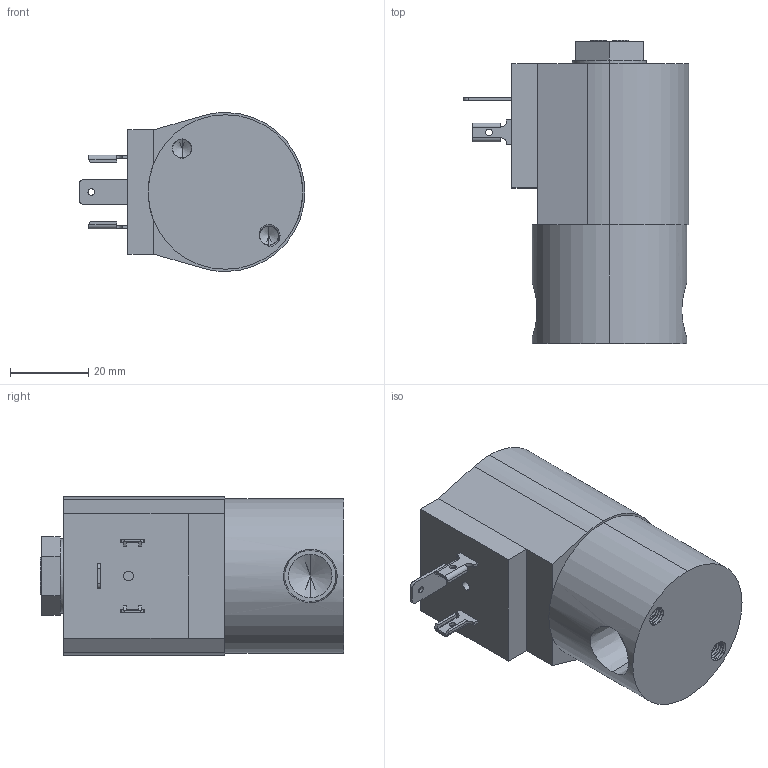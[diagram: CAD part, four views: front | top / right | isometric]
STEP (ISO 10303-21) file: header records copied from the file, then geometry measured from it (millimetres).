
FILE_DESCRIPTION (( 'STEP AP203' ), '1' );
FILE_NAME ('S301YH16V8BD7.step', '2025-12-15T20:49:51', ( '' ), ( '' ), 'SwSTEP 2.0', 'SolidWorks 2024', '' );
FILE_SCHEMA (( 'CONFIG_CONTROL_DESIGN' ));
Length unit declared in the file: inch
Products named in the file (1): S301YH16V8BD7
Bounding box: 57.73 x 77.5 x 40.64 mm (x, y, z)
Volume: 95607.7 mm3; surface area: 17778.1 mm2
Topology: 2 solids, 2 shells, 171 faces, 441 edges, 280 vertices
Faces by surface type: plane 78, cylinder 71, cone 16, bspline 6
Entity records: 8101 total; most frequent: CARTESIAN_POINT 4076, ORIENTED_EDGE 866, DIRECTION 775, EDGE_CURVE 433, VERTEX_POINT 280, AXIS2_PLACEMENT_3D 264, VECTOR 247, LINE 247
